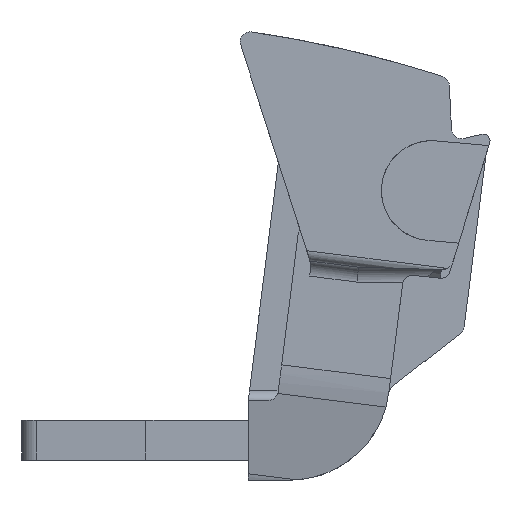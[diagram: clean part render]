
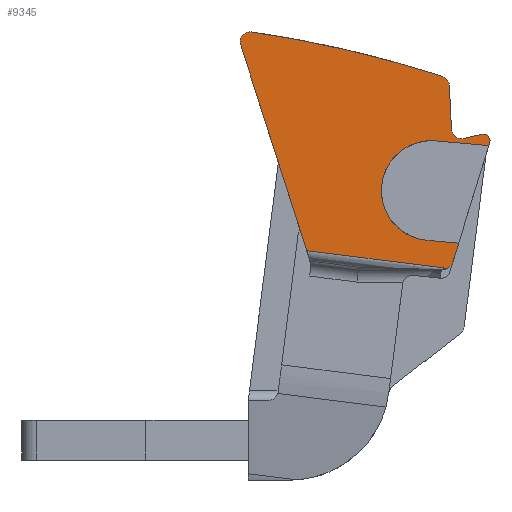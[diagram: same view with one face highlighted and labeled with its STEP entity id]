
A CAD part, left-side view. The second image highlights one B-rep face of the part: STEP entity #9345.
In plain terms, the highlighted planar face has unit normal (-1, 0, 0).
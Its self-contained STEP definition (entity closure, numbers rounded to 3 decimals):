
#9225=AXIS2_PLACEMENT_3D('Plane Axis2P3D',#9222,#9223,#9224) ;
#9236=AXIS2_PLACEMENT_3D('Circle Axis2P3D',#9234,#9235,$) ;
#9248=AXIS2_PLACEMENT_3D('Circle Axis2P3D',#9246,#9247,$) ;
#9262=AXIS2_PLACEMENT_3D('Circle Axis2P3D',#9260,#9261,$) ;
#9276=AXIS2_PLACEMENT_3D('Circle Axis2P3D',#9274,#9275,$) ;
#9283=AXIS2_PLACEMENT_3D('Circle Axis2P3D',#9281,#9282,$) ;
#9290=AXIS2_PLACEMENT_3D('Circle Axis2P3D',#9288,#9289,$) ;
#9297=AXIS2_PLACEMENT_3D('Circle Axis2P3D',#9295,#9296,$) ;
#4799=CARTESIAN_POINT('Line Origine',(0.,0.022,10.096)) ;
#4803=CARTESIAN_POINT('Vertex',(0.,0.009,10.137)) ;
#4805=CARTESIAN_POINT('Vertex',(0.,0.034,10.054)) ;
#4826=CARTESIAN_POINT('Vertex',(0.,0.942,7.122)) ;
#4829=CARTESIAN_POINT('Line Origine',(0.,1.028,6.845)) ;
#4833=CARTESIAN_POINT('Vertex',(0.,1.114,6.568)) ;
#9222=CARTESIAN_POINT('Axis2P3D Location',(0.,12.263,1.2)) ;
#9227=CARTESIAN_POINT('Line Origine',(0.,1.418,7.164)) ;
#9231=CARTESIAN_POINT('Vertex',(0.,1.894,7.206)) ;
#9234=CARTESIAN_POINT('Axis2P3D Location',(0.,1.763,8.7)) ;
#9238=CARTESIAN_POINT('Vertex',(0.,1.633,10.194)) ;
#9241=CARTESIAN_POINT('Line Origine',(0.,0.834,10.124)) ;
#9246=CARTESIAN_POINT('Axis2P3D Location',(0.,0.2,10.196)) ;
#9250=CARTESIAN_POINT('Vertex',(0.,0.244,10.391)) ;
#9253=CARTESIAN_POINT('Line Origine',(0.,0.518,10.329)) ;
#9257=CARTESIAN_POINT('Vertex',(0.,0.792,10.267)) ;
#9260=CARTESIAN_POINT('Axis2P3D Location',(0.,0.858,10.559)) ;
#9264=CARTESIAN_POINT('Vertex',(0.,1.158,10.545)) ;
#9267=CARTESIAN_POINT('Line Origine',(0.,1.19,11.202)) ;
#9271=CARTESIAN_POINT('Vertex',(0.,1.222,11.859)) ;
#9274=CARTESIAN_POINT('Axis2P3D Location',(0.,1.522,11.844)) ;
#9278=CARTESIAN_POINT('Vertex',(0.,1.429,12.13)) ;
#9281=CARTESIAN_POINT('Axis2P3D Location',(0.,12.265,-21.361)) ;
#9285=CARTESIAN_POINT('Vertex',(0.,2.879,12.564)) ;
#9288=CARTESIAN_POINT('Axis2P3D Location',(0.,12.265,-21.361)) ;
#9292=CARTESIAN_POINT('Vertex',(0.,7.163,13.467)) ;
#9295=CARTESIAN_POINT('Axis2P3D Location',(0.,7.206,13.17)) ;
#9299=CARTESIAN_POINT('Vertex',(0.,7.492,13.079)) ;
#9302=CARTESIAN_POINT('Line Origine',(0.,6.5,9.988)) ;
#9306=CARTESIAN_POINT('Vertex',(0.,5.507,6.896)) ;
#9309=CARTESIAN_POINT('Line Origine',(0.,3.395,6.63)) ;
#9313=CARTESIAN_POINT('Vertex',(0.,1.282,6.363)) ;
#9317=CARTESIAN_POINT('Control Point',(0.,1.114,6.568)) ;
#9318=CARTESIAN_POINT('Control Point',(0.,1.123,6.537)) ;
#9319=CARTESIAN_POINT('Control Point',(0.,1.137,6.507)) ;
#9320=CARTESIAN_POINT('Control Point',(0.,1.154,6.478)) ;
#9321=CARTESIAN_POINT('Control Point',(0.,1.187,6.435)) ;
#9322=CARTESIAN_POINT('Control Point',(0.,1.228,6.398)) ;
#9323=CARTESIAN_POINT('Control Point',(0.,1.245,6.385)) ;
#9324=CARTESIAN_POINT('Control Point',(0.,1.263,6.373)) ;
#9325=CARTESIAN_POINT('Control Point',(0.,1.282,6.363)) ;
#4800=DIRECTION('Vector Direction',(0.,-0.296,0.955)) ;
#4830=DIRECTION('Vector Direction',(0.,-0.296,0.955)) ;
#9223=DIRECTION('Axis2P3D Direction',(1.,0.,0.)) ;
#9224=DIRECTION('Axis2P3D XDirection',(0.,1.,0.)) ;
#9228=DIRECTION('Vector Direction',(0.,-0.996,-0.087)) ;
#9235=DIRECTION('Axis2P3D Direction',(1.,0.,0.)) ;
#9242=DIRECTION('Vector Direction',(0.,-0.996,-0.087)) ;
#9247=DIRECTION('Axis2P3D Direction',(1.,0.,0.)) ;
#9254=DIRECTION('Vector Direction',(0.,-0.975,0.222)) ;
#9261=DIRECTION('Axis2P3D Direction',(1.,0.,0.)) ;
#9268=DIRECTION('Vector Direction',(0.,-0.049,-0.999)) ;
#9275=DIRECTION('Axis2P3D Direction',(1.,0.,0.)) ;
#9282=DIRECTION('Axis2P3D Direction',(1.,0.,0.)) ;
#9289=DIRECTION('Axis2P3D Direction',(1.,0.,0.)) ;
#9296=DIRECTION('Axis2P3D Direction',(1.,0.,0.)) ;
#9303=DIRECTION('Vector Direction',(0.,0.306,0.952)) ;
#9310=DIRECTION('Vector Direction',(0.,-0.992,-0.125)) ;
#4801=VECTOR('Line Direction',#4800,1.) ;
#4831=VECTOR('Line Direction',#4830,1.) ;
#9229=VECTOR('Line Direction',#9228,1.) ;
#9243=VECTOR('Line Direction',#9242,1.) ;
#9255=VECTOR('Line Direction',#9254,1.) ;
#9269=VECTOR('Line Direction',#9268,1.) ;
#9304=VECTOR('Line Direction',#9303,1.) ;
#9311=VECTOR('Line Direction',#9310,1.) ;
#9328=ORIENTED_EDGE('',*,*,#9233,.F.) ;
#9329=ORIENTED_EDGE('',*,*,#9240,.T.) ;
#9330=ORIENTED_EDGE('',*,*,#9245,.T.) ;
#9331=ORIENTED_EDGE('',*,*,#4807,.F.) ;
#9332=ORIENTED_EDGE('',*,*,#9252,.F.) ;
#9333=ORIENTED_EDGE('',*,*,#9259,.F.) ;
#9334=ORIENTED_EDGE('',*,*,#9266,.F.) ;
#9335=ORIENTED_EDGE('',*,*,#9273,.F.) ;
#9336=ORIENTED_EDGE('',*,*,#9280,.F.) ;
#9337=ORIENTED_EDGE('',*,*,#9287,.F.) ;
#9338=ORIENTED_EDGE('',*,*,#9294,.F.) ;
#9339=ORIENTED_EDGE('',*,*,#9301,.F.) ;
#9340=ORIENTED_EDGE('',*,*,#9308,.F.) ;
#9341=ORIENTED_EDGE('',*,*,#9315,.F.) ;
#9342=ORIENTED_EDGE('',*,*,#9326,.F.) ;
#9343=ORIENTED_EDGE('',*,*,#4835,.F.) ;
#9345=ADVANCED_FACE('Short_circuit_bridge_plastic',(#9344),#9226,.F.) ;
#9316=B_SPLINE_CURVE_WITH_KNOTS('',5,(#9317,#9318,#9319,#9320,#9321,#9322,#9323,#9324,#9325),.UNSPECIFIED.,.F.,.U.,(6,3,6),(0.,0.231,0.385),.UNSPECIFIED.) ;
#9237=CIRCLE('generated circle',#9236,1.5) ;
#9249=CIRCLE('generated circle',#9248,0.2) ;
#9263=CIRCLE('generated circle',#9262,0.3) ;
#9277=CIRCLE('generated circle',#9276,0.3) ;
#9284=CIRCLE('generated circle',#9283,35.2) ;
#9291=CIRCLE('generated circle',#9290,35.2) ;
#9298=CIRCLE('generated circle',#9297,0.3) ;
#4807=EDGE_CURVE('',#4804,#4806,#4802,.F.) ;
#4835=EDGE_CURVE('',#4827,#4834,#4832,.F.) ;
#9233=EDGE_CURVE('',#9232,#4827,#9230,.T.) ;
#9240=EDGE_CURVE('',#9232,#9239,#9237,.T.) ;
#9245=EDGE_CURVE('',#9239,#4806,#9244,.T.) ;
#9252=EDGE_CURVE('',#9251,#4804,#9249,.T.) ;
#9259=EDGE_CURVE('',#9258,#9251,#9256,.T.) ;
#9266=EDGE_CURVE('',#9265,#9258,#9263,.F.) ;
#9273=EDGE_CURVE('',#9272,#9265,#9270,.T.) ;
#9280=EDGE_CURVE('',#9279,#9272,#9277,.T.) ;
#9287=EDGE_CURVE('',#9286,#9279,#9284,.T.) ;
#9294=EDGE_CURVE('',#9293,#9286,#9291,.T.) ;
#9301=EDGE_CURVE('',#9300,#9293,#9298,.T.) ;
#9308=EDGE_CURVE('',#9307,#9300,#9305,.T.) ;
#9315=EDGE_CURVE('',#9314,#9307,#9312,.F.) ;
#9326=EDGE_CURVE('',#4834,#9314,#9316,.T.) ;
#9327=EDGE_LOOP('',(#9328,#9329,#9330,#9331,#9332,#9333,#9334,#9335,#9336,#9337,#9338,#9339,#9340,#9341,#9342,#9343)) ;
#9344=FACE_OUTER_BOUND('',#9327,.T.) ;
#4802=LINE('Line',#4799,#4801) ;
#4832=LINE('Line',#4829,#4831) ;
#9230=LINE('Line',#9227,#9229) ;
#9244=LINE('Line',#9241,#9243) ;
#9256=LINE('Line',#9253,#9255) ;
#9270=LINE('Line',#9267,#9269) ;
#9305=LINE('Line',#9302,#9304) ;
#9312=LINE('Line',#9309,#9311) ;
#9226=PLANE('',#9225) ;
#4804=VERTEX_POINT('',#4803) ;
#4806=VERTEX_POINT('',#4805) ;
#4827=VERTEX_POINT('',#4826) ;
#4834=VERTEX_POINT('',#4833) ;
#9232=VERTEX_POINT('',#9231) ;
#9239=VERTEX_POINT('',#9238) ;
#9251=VERTEX_POINT('',#9250) ;
#9258=VERTEX_POINT('',#9257) ;
#9265=VERTEX_POINT('',#9264) ;
#9272=VERTEX_POINT('',#9271) ;
#9279=VERTEX_POINT('',#9278) ;
#9286=VERTEX_POINT('',#9285) ;
#9293=VERTEX_POINT('',#9292) ;
#9300=VERTEX_POINT('',#9299) ;
#9307=VERTEX_POINT('',#9306) ;
#9314=VERTEX_POINT('',#9313) ;
